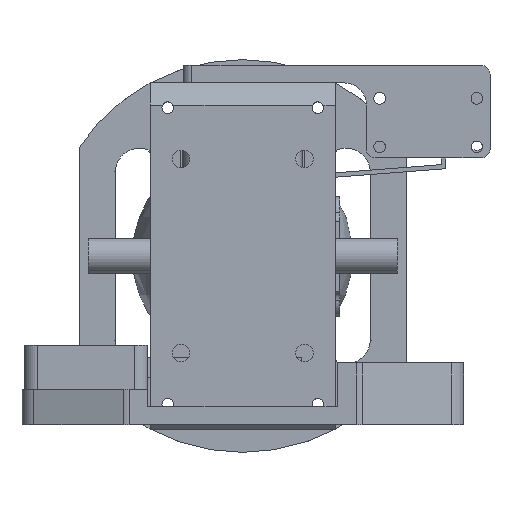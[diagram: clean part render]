
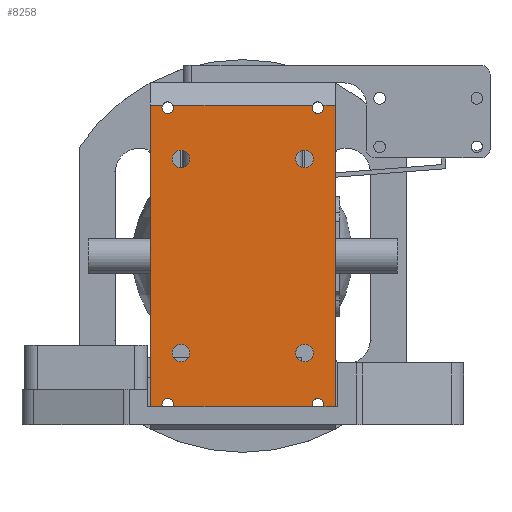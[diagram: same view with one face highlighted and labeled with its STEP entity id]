
A CAD part, front view. The second image highlights one B-rep face of the part: STEP entity #8258.
In plain terms, the highlighted planar face has unit normal (0, -1, 0).
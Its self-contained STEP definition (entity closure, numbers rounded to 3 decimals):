
#467=FACE_BOUND('',#1658,.T.);
#468=FACE_BOUND('',#1659,.T.);
#469=FACE_BOUND('',#1660,.T.);
#470=FACE_BOUND('',#1661,.T.);
#705=PLANE('',#9054);
#1108=FACE_OUTER_BOUND('',#1657,.T.);
#1657=EDGE_LOOP('',(#7330,#7331,#7332,#7333,#7334,#7335,#7336,#7337,#7338,
#7339,#7340,#7341,#7342,#7343,#7344,#7345));
#1658=EDGE_LOOP('',(#7346));
#1659=EDGE_LOOP('',(#7347));
#1660=EDGE_LOOP('',(#7348));
#1661=EDGE_LOOP('',(#7349));
#2268=LINE('',#13677,#2989);
#2273=LINE('',#13686,#2994);
#2288=LINE('',#13727,#3009);
#2362=LINE('',#13909,#3083);
#2363=LINE('',#13910,#3084);
#2364=LINE('',#13912,#3085);
#2365=LINE('',#13913,#3086);
#2366=LINE('',#13914,#3087);
#2989=VECTOR('',#11006,10.);
#2994=VECTOR('',#11013,10.);
#3009=VECTOR('',#11056,10.);
#3083=VECTOR('',#11224,10.);
#3084=VECTOR('',#11225,10.);
#3085=VECTOR('',#11226,10.);
#3086=VECTOR('',#11227,10.);
#3087=VECTOR('',#11228,10.);
#3488=CIRCLE('',#8978,2.);
#3489=CIRCLE('',#8980,2.);
#3491=CIRCLE('',#8984,1.3);
#3492=CIRCLE('',#8986,1.3);
#3494=CIRCLE('',#8989,1.3);
#3495=CIRCLE('',#8991,1.3);
#3508=CIRCLE('',#9038,2.);
#3509=CIRCLE('',#9040,2.);
#3511=CIRCLE('',#9046,1.3);
#3512=CIRCLE('',#9048,1.3);
#3514=CIRCLE('',#9051,1.3);
#3515=CIRCLE('',#9053,1.3);
#4124=VERTEX_POINT('',#13634);
#4125=VERTEX_POINT('',#13638);
#4129=VERTEX_POINT('',#13650);
#4130=VERTEX_POINT('',#13652);
#4133=VERTEX_POINT('',#13658);
#4135=VERTEX_POINT('',#13664);
#4136=VERTEX_POINT('',#13666);
#4139=VERTEX_POINT('',#13672);
#4140=VERTEX_POINT('',#13676);
#4143=VERTEX_POINT('',#13684);
#4200=VERTEX_POINT('',#13862);
#4201=VERTEX_POINT('',#13866);
#4205=VERTEX_POINT('',#13882);
#4206=VERTEX_POINT('',#13884);
#4209=VERTEX_POINT('',#13890);
#4211=VERTEX_POINT('',#13896);
#4212=VERTEX_POINT('',#13898);
#4215=VERTEX_POINT('',#13904);
#4216=VERTEX_POINT('',#13908);
#4217=VERTEX_POINT('',#13911);
#5147=EDGE_CURVE('',#4124,#4124,#3488,.T.);
#5149=EDGE_CURVE('',#4125,#4125,#3489,.T.);
#5156=EDGE_CURVE('',#4129,#4130,#3491,.T.);
#5160=EDGE_CURVE('',#4133,#4129,#3492,.T.);
#5163=EDGE_CURVE('',#4135,#4136,#3494,.T.);
#5167=EDGE_CURVE('',#4139,#4135,#3495,.T.);
#5168=EDGE_CURVE('',#4130,#4140,#2268,.T.);
#5173=EDGE_CURVE('',#4143,#4139,#2273,.T.);
#5194=EDGE_CURVE('',#4136,#4133,#2288,.T.);
#5261=EDGE_CURVE('',#4200,#4200,#3508,.T.);
#5263=EDGE_CURVE('',#4201,#4201,#3509,.T.);
#5272=EDGE_CURVE('',#4206,#4205,#3511,.T.);
#5276=EDGE_CURVE('',#4205,#4209,#3512,.T.);
#5279=EDGE_CURVE('',#4212,#4211,#3514,.T.);
#5283=EDGE_CURVE('',#4211,#4215,#3515,.T.);
#5284=EDGE_CURVE('',#4209,#4216,#2362,.T.);
#5285=EDGE_CURVE('',#4216,#4140,#2363,.T.);
#5286=EDGE_CURVE('',#4143,#4217,#2364,.T.);
#5287=EDGE_CURVE('',#4217,#4212,#2365,.T.);
#5288=EDGE_CURVE('',#4215,#4206,#2366,.T.);
#7330=ORIENTED_EDGE('',*,*,#5272,.T.);
#7331=ORIENTED_EDGE('',*,*,#5276,.T.);
#7332=ORIENTED_EDGE('',*,*,#5284,.T.);
#7333=ORIENTED_EDGE('',*,*,#5285,.T.);
#7334=ORIENTED_EDGE('',*,*,#5168,.F.);
#7335=ORIENTED_EDGE('',*,*,#5156,.F.);
#7336=ORIENTED_EDGE('',*,*,#5160,.F.);
#7337=ORIENTED_EDGE('',*,*,#5194,.F.);
#7338=ORIENTED_EDGE('',*,*,#5163,.F.);
#7339=ORIENTED_EDGE('',*,*,#5167,.F.);
#7340=ORIENTED_EDGE('',*,*,#5173,.F.);
#7341=ORIENTED_EDGE('',*,*,#5286,.T.);
#7342=ORIENTED_EDGE('',*,*,#5287,.T.);
#7343=ORIENTED_EDGE('',*,*,#5279,.T.);
#7344=ORIENTED_EDGE('',*,*,#5283,.T.);
#7345=ORIENTED_EDGE('',*,*,#5288,.T.);
#7346=ORIENTED_EDGE('',*,*,#5149,.F.);
#7347=ORIENTED_EDGE('',*,*,#5147,.F.);
#7348=ORIENTED_EDGE('',*,*,#5261,.T.);
#7349=ORIENTED_EDGE('',*,*,#5263,.T.);
#8258=ADVANCED_FACE('',(#1108,#467,#468,#469,#470),#705,.T.);
#8978=AXIS2_PLACEMENT_3D('',#13635,#10965,#10966);
#8980=AXIS2_PLACEMENT_3D('',#13639,#10970,#10971);
#8984=AXIS2_PLACEMENT_3D('',#13653,#10983,#10984);
#8986=AXIS2_PLACEMENT_3D('',#13660,#10989,#10990);
#8989=AXIS2_PLACEMENT_3D('',#13667,#10996,#10997);
#8991=AXIS2_PLACEMENT_3D('',#13674,#11002,#11003);
#9038=AXIS2_PLACEMENT_3D('',#13863,#11177,#11178);
#9040=AXIS2_PLACEMENT_3D('',#13867,#11182,#11183);
#9046=AXIS2_PLACEMENT_3D('',#13885,#11201,#11202);
#9048=AXIS2_PLACEMENT_3D('',#13892,#11207,#11208);
#9051=AXIS2_PLACEMENT_3D('',#13899,#11214,#11215);
#9053=AXIS2_PLACEMENT_3D('',#13906,#11220,#11221);
#9054=AXIS2_PLACEMENT_3D('',#13907,#11222,#11223);
#10965=DIRECTION('center_axis',(0.,-1.,0.));
#10966=DIRECTION('ref_axis',(1.,0.,0.));
#10970=DIRECTION('center_axis',(0.,-1.,0.));
#10971=DIRECTION('ref_axis',(1.,0.,0.));
#10983=DIRECTION('center_axis',(0.,-1.,0.));
#10984=DIRECTION('ref_axis',(-1.,0.,0.));
#10989=DIRECTION('center_axis',(0.,-1.,0.));
#10990=DIRECTION('ref_axis',(-1.,0.,0.));
#10996=DIRECTION('center_axis',(0.,-1.,0.));
#10997=DIRECTION('ref_axis',(-1.,0.,0.));
#11002=DIRECTION('center_axis',(0.,-1.,0.));
#11003=DIRECTION('ref_axis',(-1.,0.,0.));
#11006=DIRECTION('',(-1.,0.,0.));
#11013=DIRECTION('',(-1.,0.,0.));
#11056=DIRECTION('',(-1.,0.,0.));
#11177=DIRECTION('center_axis',(0.,1.,0.));
#11178=DIRECTION('ref_axis',(1.,0.,0.));
#11182=DIRECTION('center_axis',(0.,1.,0.));
#11183=DIRECTION('ref_axis',(1.,0.,0.));
#11201=DIRECTION('center_axis',(0.,1.,0.));
#11202=DIRECTION('ref_axis',(-1.,0.,0.));
#11207=DIRECTION('center_axis',(0.,1.,0.));
#11208=DIRECTION('ref_axis',(-1.,0.,0.));
#11214=DIRECTION('center_axis',(0.,1.,0.));
#11215=DIRECTION('ref_axis',(-1.,0.,0.));
#11220=DIRECTION('center_axis',(0.,1.,0.));
#11221=DIRECTION('ref_axis',(-1.,0.,0.));
#11222=DIRECTION('center_axis',(0.,-1.,0.));
#11223=DIRECTION('ref_axis',(-1.,0.,0.));
#11224=DIRECTION('',(-1.,0.,0.));
#11225=DIRECTION('',(0.,0.,-1.));
#11226=DIRECTION('',(0.,0.,1.));
#11227=DIRECTION('',(-1.,0.,0.));
#11228=DIRECTION('',(-1.,0.,0.));
#13634=CARTESIAN_POINT('',(12.,-43.5,-22.));
#13635=CARTESIAN_POINT('Origin',(14.,-43.5,-22.));
#13638=CARTESIAN_POINT('',(-16.,-43.5,-22.));
#13639=CARTESIAN_POINT('Origin',(-14.,-43.5,-22.));
#13650=CARTESIAN_POINT('',(-15.7,-43.5,-33.6));
#13652=CARTESIAN_POINT('',(-18.153,-43.5,-34.2));
#13653=CARTESIAN_POINT('Origin',(-17.,-43.5,-33.6));
#13658=CARTESIAN_POINT('',(-15.847,-43.5,-34.2));
#13660=CARTESIAN_POINT('Origin',(-17.,-43.5,-33.6));
#13664=CARTESIAN_POINT('',(18.3,-43.5,-33.6));
#13666=CARTESIAN_POINT('',(15.847,-43.5,-34.2));
#13667=CARTESIAN_POINT('Origin',(17.,-43.5,-33.6));
#13672=CARTESIAN_POINT('',(18.153,-43.5,-34.2));
#13674=CARTESIAN_POINT('Origin',(17.,-43.5,-33.6));
#13676=CARTESIAN_POINT('',(-21.,-43.5,-34.2));
#13677=CARTESIAN_POINT('',(10.5,-43.5,-34.2));
#13684=CARTESIAN_POINT('',(21.,-43.5,-34.2));
#13686=CARTESIAN_POINT('',(10.5,-43.5,-34.2));
#13727=CARTESIAN_POINT('',(10.5,-43.5,-34.2));
#13862=CARTESIAN_POINT('',(12.,-43.5,22.));
#13863=CARTESIAN_POINT('Origin',(14.,-43.5,22.));
#13866=CARTESIAN_POINT('',(-16.,-43.5,22.));
#13867=CARTESIAN_POINT('Origin',(-14.,-43.5,22.));
#13882=CARTESIAN_POINT('',(-15.7,-43.5,33.6));
#13884=CARTESIAN_POINT('',(-15.847,-43.5,34.2));
#13885=CARTESIAN_POINT('Origin',(-17.,-43.5,33.6));
#13890=CARTESIAN_POINT('',(-18.153,-43.5,34.2));
#13892=CARTESIAN_POINT('Origin',(-17.,-43.5,33.6));
#13896=CARTESIAN_POINT('',(18.3,-43.5,33.6));
#13898=CARTESIAN_POINT('',(18.153,-43.5,34.2));
#13899=CARTESIAN_POINT('Origin',(17.,-43.5,33.6));
#13904=CARTESIAN_POINT('',(15.847,-43.5,34.2));
#13906=CARTESIAN_POINT('Origin',(17.,-43.5,33.6));
#13907=CARTESIAN_POINT('Origin',(21.,-43.5,39.2));
#13908=CARTESIAN_POINT('',(-21.,-43.5,34.2));
#13909=CARTESIAN_POINT('',(10.5,-43.5,34.2));
#13910=CARTESIAN_POINT('',(-21.,-43.5,39.2));
#13911=CARTESIAN_POINT('',(21.,-43.5,34.2));
#13912=CARTESIAN_POINT('',(21.,-43.5,-39.2));
#13913=CARTESIAN_POINT('',(10.5,-43.5,34.2));
#13914=CARTESIAN_POINT('',(10.5,-43.5,34.2));
